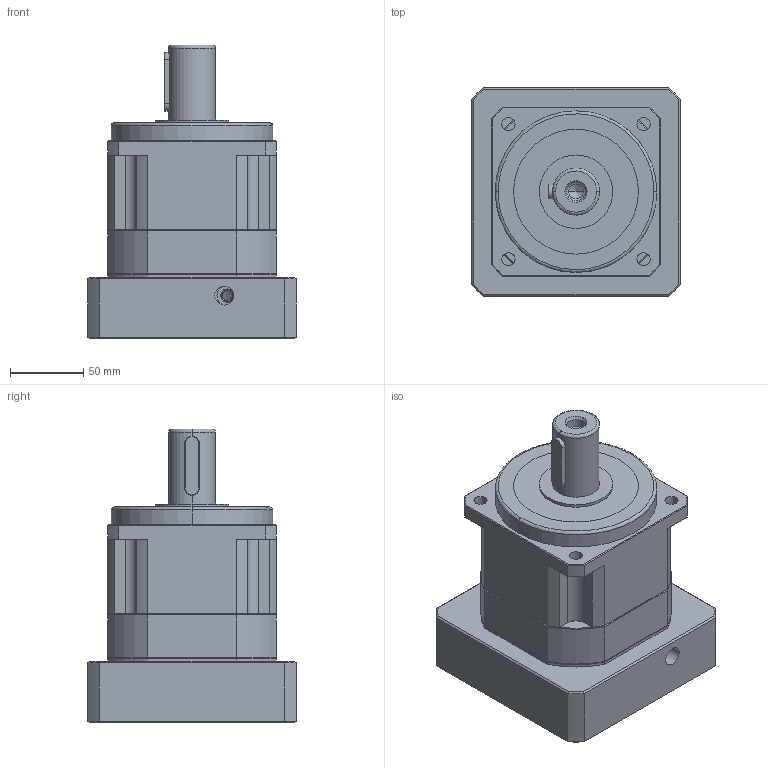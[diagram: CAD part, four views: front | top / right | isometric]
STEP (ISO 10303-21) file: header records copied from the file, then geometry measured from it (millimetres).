
FILE_DESCRIPTION (( 'STEP AP214' ), '1' );
FILE_NAME ('SB115-L1-32-130-165M10.STEP', '2021-12-18T05:36:27', ( 'admin' ), ( '' ), 'SwSTEP 2.0', 'SolidWorks 2013', '' );
FILE_SCHEMA (( 'AUTOMOTIVE_DESIGN' ));
Length unit declared in the file: millimetre
Products named in the file (4): SB115-130-165M10; SB115_X2_58F34F537AEF_X0_-35; SB115_X2_8F9351FA7AEF_X0_; SB115-L1-32-130-165M10
Assembly tree (3 placements, depth 2):
  SB115-L1-32-130-165M10
    SB115_X2_8F9351FA7AEF_X0_
    SB115_X2_58F34F537AEF_X0_-35
    SB115-130-165M10
Bounding box: 142 x 142 x 200 mm (x, y, z)
Volume: 1780294.3 mm3; surface area: 195136.5 mm2
Topology: 3 solids, 3 shells, 311 faces, 756 edges, 457 vertices
Faces by surface type: cylinder 126, plane 102, cone 73, bspline 10
Entity records: 13234 total; most frequent: CARTESIAN_POINT 2403, DIRECTION 1570, ORIENTED_EDGE 1468, EDGE_CURVE 734, AXIS2_PLACEMENT_3D 620, VERTEX_POINT 457, EDGE_LOOP 373, VECTOR 330
